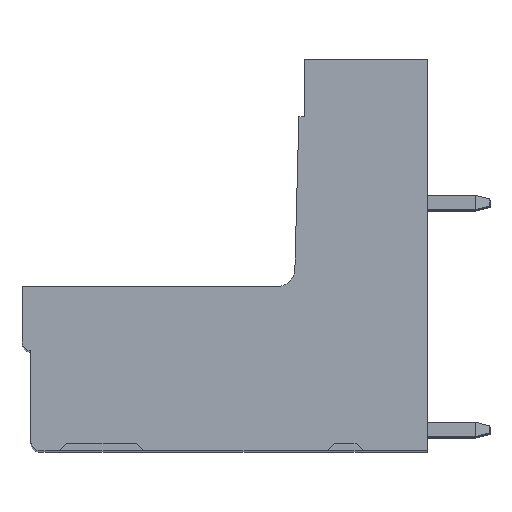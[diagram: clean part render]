
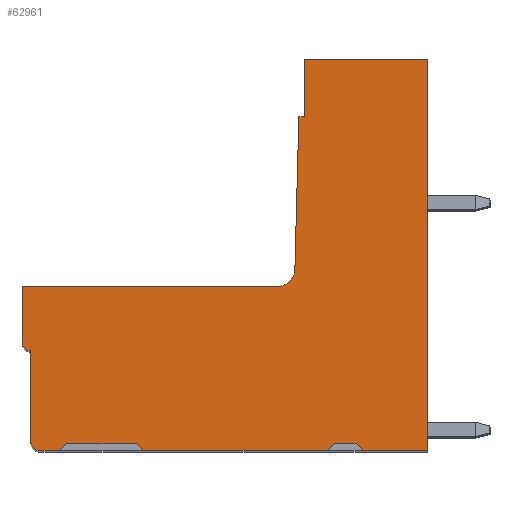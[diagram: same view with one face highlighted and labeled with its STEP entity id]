
A CAD part, top view. The second image highlights one B-rep face of the part: STEP entity #62961.
In plain terms, the highlighted planar face has unit normal (0, 0, 1).
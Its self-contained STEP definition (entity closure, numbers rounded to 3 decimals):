
#467=DIRECTION('',(-1.,0.,0.));
#468=VECTOR('',#467,6.9);
#469=CARTESIAN_POINT('',(0.006,21.9,-89.343));
#470=LINE('',#469,#468);
#9931=DIRECTION('',(0.,-1.,0.));
#9932=VECTOR('',#9931,3.2);
#9933=CARTESIAN_POINT('',(-6.894,21.9,-89.343));
#9934=LINE('',#9933,#9932);
#9939=DIRECTION('',(-1.,0.,0.));
#9940=VECTOR('',#9939,0.3);
#9941=CARTESIAN_POINT('',(-6.894,18.7,-89.343));
#9942=LINE('',#9941,#9940);
#10233=DIRECTION('',(-1.,0.,0.));
#10234=VECTOR('',#10233,14.277);
#10235=CARTESIAN_POINT('',(-8.417,9.2,-89.343));
#10236=LINE('',#10235,#10234);
#19261=DIRECTION('',(0.,-1.,0.));
#19262=VECTOR('',#19261,5.1);
#19263=CARTESIAN_POINT('',(-22.194,5.6,-89.343));
#19264=LINE('',#19263,#19262);
#19301=DIRECTION('',(1.,0.,0.));
#19302=VECTOR('',#19301,1.1);
#19303=CARTESIAN_POINT('',(-21.694,0.,-89.343));
#19304=LINE('',#19303,#19302);
#19309=DIRECTION('',(1.,0.,0.));
#19310=VECTOR('',#19309,10.3);
#19311=CARTESIAN_POINT('',(-15.894,0.,-89.343));
#19312=LINE('',#19311,#19310);
#19321=DIRECTION('',(1.,0.,0.));
#19322=VECTOR('',#19321,3.6);
#19323=CARTESIAN_POINT('',(-3.594,0.,
-89.343));
#19324=LINE('',#19323,#19322);
#19432=DIRECTION('',(-0.707,0.707,0.));
#19433=VECTOR('',#19432,0.566);
#19434=CARTESIAN_POINT('',(-15.894,0.,-89.343));
#19435=LINE('',#19434,#19433);
#19436=DIRECTION('',(-0.707,-0.707,0.));
#19437=VECTOR('',#19436,0.566);
#19438=CARTESIAN_POINT('',(-20.194,0.4,-89.343));
#19439=LINE('',#19438,#19437);
#19440=CARTESIAN_POINT('',(-21.694,0.5,-89.343));
#19441=DIRECTION('',(0.,0.,-1.));
#19442=DIRECTION('',(0.,-1.,0.));
#19443=AXIS2_PLACEMENT_3D('',#19440,#19441,#19442);
#19445=CARTESIAN_POINT('',(-22.194,6.1,-89.343));
#19446=DIRECTION('',(0.,0.,-1.));
#19447=DIRECTION('',(0.,-1.,0.));
#19448=AXIS2_PLACEMENT_3D('',#19445,#19446,#19447);
#19450=DIRECTION('',(0.,1.,0.));
#19451=VECTOR('',#19450,3.1);
#19452=CARTESIAN_POINT('',(-22.694,6.1,
-89.343));
#19453=LINE('',#19452,#19451);
#19454=CARTESIAN_POINT('',(-8.417,10.2,-89.343));
#19455=DIRECTION('',(0.,0.,1.));
#19456=DIRECTION('',(0.,-1.,0.));
#19457=AXIS2_PLACEMENT_3D('',#19454,#19455,#19456);
#19459=DIRECTION('',(0.026,1.,0.));
#19460=VECTOR('',#19459,8.529);
#19461=CARTESIAN_POINT('',(-7.417,10.174,
-89.343));
#19462=LINE('',#19461,#19460);
#19463=DIRECTION('',(0.,-1.,0.));
#19464=VECTOR('',#19463,21.9);
#19465=CARTESIAN_POINT('',(0.006,21.9,-89.343));
#19466=LINE('',#19465,#19464);
#19467=DIRECTION('',(-0.707,0.707,0.));
#19468=VECTOR('',#19467,0.566);
#19469=CARTESIAN_POINT('',(-3.594,0.,
-89.343));
#19470=LINE('',#19469,#19468);
#19471=DIRECTION('',(-0.707,-0.707,
0.));
#19472=VECTOR('',#19471,0.566);
#19473=CARTESIAN_POINT('',(-5.194,0.4,-89.343));
#19474=LINE('',#19473,#19472);
#19495=DIRECTION('',(1.,0.,0.));
#19496=VECTOR('',#19495,3.9);
#19497=CARTESIAN_POINT('',(-20.194,0.4,-89.343));
#19498=LINE('',#19497,#19496);
#19527=DIRECTION('',(1.,0.,0.));
#19528=VECTOR('',#19527,1.2);
#19529=CARTESIAN_POINT('',(-5.194,0.4,-89.343));
#19530=LINE('',#19529,#19528);
#27086=CARTESIAN_POINT('',(0.006,21.9,-89.343));
#27087=CARTESIAN_POINT('',(0.006,0.,-89.343));
#27088=VERTEX_POINT('',#27086);
#27089=VERTEX_POINT('',#27087);
#27106=CARTESIAN_POINT('',(-6.894,21.9,-89.343));
#27107=VERTEX_POINT('',#27106);
#27318=CARTESIAN_POINT('',(-6.894,18.7,-89.343));
#27319=VERTEX_POINT('',#27318);
#27320=CARTESIAN_POINT('',(-7.194,18.7,-89.343));
#27321=VERTEX_POINT('',#27320);
#27322=CARTESIAN_POINT('',(-7.417,10.174,
-89.343));
#27323=VERTEX_POINT('',#27322);
#27324=CARTESIAN_POINT('',(-8.417,9.2,-89.343));
#27325=VERTEX_POINT('',#27324);
#27326=CARTESIAN_POINT('',(-22.694,9.2,-89.343));
#27327=VERTEX_POINT('',#27326);
#27525=CARTESIAN_POINT('',(-15.894,0.,-89.343));
#27526=CARTESIAN_POINT('',(-5.594,0.,-89.343));
#27527=VERTEX_POINT('',#27525);
#27528=VERTEX_POINT('',#27526);
#27529=CARTESIAN_POINT('',(-16.294,0.4,
-89.343));
#27530=VERTEX_POINT('',#27529);
#27531=CARTESIAN_POINT('',(-20.194,0.4,-89.343));
#27532=VERTEX_POINT('',#27531);
#27533=CARTESIAN_POINT('',(-20.594,0.,-89.343));
#27534=VERTEX_POINT('',#27533);
#27535=CARTESIAN_POINT('',(-21.694,0.,-89.343));
#27536=VERTEX_POINT('',#27535);
#27537=CARTESIAN_POINT('',(-22.194,0.5,
-89.343));
#27538=VERTEX_POINT('',#27537);
#27539=CARTESIAN_POINT('',(-22.194,5.6,-89.343));
#27540=VERTEX_POINT('',#27539);
#27541=CARTESIAN_POINT('',(-22.694,6.1,
-89.343));
#27542=VERTEX_POINT('',#27541);
#27543=CARTESIAN_POINT('',(-3.594,0.,
-89.343));
#27544=VERTEX_POINT('',#27543);
#27545=CARTESIAN_POINT('',(-3.994,0.4,-89.343));
#27546=VERTEX_POINT('',#27545);
#27547=CARTESIAN_POINT('',(-5.194,0.4,-89.343));
#27548=VERTEX_POINT('',#27547);
#62928=CARTESIAN_POINT('',(-21.694,0.5,-89.343));
#62929=DIRECTION('',(0.,0.,-1.));
#62930=DIRECTION('',(-1.,0.,0.));
#62931=AXIS2_PLACEMENT_3D('',#62928,#62929,#62930);
#62932=PLANE('',#62931);
#62933=ORIENTED_EDGE('',*,*,#62775,.F.);
#62935=ORIENTED_EDGE('',*,*,#62934,.T.);
#62937=ORIENTED_EDGE('',*,*,#62936,.F.);
#62939=ORIENTED_EDGE('',*,*,#62938,.T.);
#62940=ORIENTED_EDGE('',*,*,#62767,.F.);
#62941=ORIENTED_EDGE('',*,*,#62737,.T.);
#62942=ORIENTED_EDGE('',*,*,#62722,.F.);
#62943=ORIENTED_EDGE('',*,*,#62707,.T.);
#62944=ORIENTED_EDGE('',*,*,#62692,.T.);
#62945=ORIENTED_EDGE('',*,*,#49433,.F.);
#62946=ORIENTED_EDGE('',*,*,#49418,.T.);
#62947=ORIENTED_EDGE('',*,*,#49403,.T.);
#62948=ORIENTED_EDGE('',*,*,#49388,.F.);
#62949=ORIENTED_EDGE('',*,*,#49373,.F.);
#62950=ORIENTED_EDGE('',*,*,#35554,.F.);
#62951=ORIENTED_EDGE('',*,*,#35313,.T.);
#62952=ORIENTED_EDGE('',*,*,#62783,.F.);
#62954=ORIENTED_EDGE('',*,*,#62953,.T.);
#62956=ORIENTED_EDGE('',*,*,#62955,.F.);
#62958=ORIENTED_EDGE('',*,*,#62957,.T.);
#62959=EDGE_LOOP('',(#62933,#62935,#62937,#62939,#62940,#62941,#62942,#62943,
#62944,#62945,#62946,#62947,#62948,#62949,#62950,#62951,#62952,#62954,#62956,
#62958));
#62960=FACE_OUTER_BOUND('',#62959,.F.);
#62961=ADVANCED_FACE('',(#62960),#62932,.F.);
#19444=CIRCLE('',#19443,0.5);
#19449=CIRCLE('',#19448,0.5);
#19458=CIRCLE('',#19457,1.);
#35313=EDGE_CURVE('',#27088,#27089,#19466,.T.);
#35554=EDGE_CURVE('',#27088,#27107,#470,.T.);
#49373=EDGE_CURVE('',#27107,#27319,#9934,.T.);
#49388=EDGE_CURVE('',#27319,#27321,#9942,.T.);
#49403=EDGE_CURVE('',#27323,#27321,#19462,.T.);
#49418=EDGE_CURVE('',#27325,#27323,#19458,.T.);
#49433=EDGE_CURVE('',#27325,#27327,#10236,.T.);
#62692=EDGE_CURVE('',#27542,#27327,#19453,.T.);
#62707=EDGE_CURVE('',#27540,#27542,#19449,.T.);
#62722=EDGE_CURVE('',#27540,#27538,#19264,.T.);
#62737=EDGE_CURVE('',#27536,#27538,#19444,.T.);
#62767=EDGE_CURVE('',#27536,#27534,#19304,.T.);
#62775=EDGE_CURVE('',#27527,#27528,#19312,.T.);
#62783=EDGE_CURVE('',#27544,#27089,#19324,.T.);
#62934=EDGE_CURVE('',#27527,#27530,#19435,.T.);
#62936=EDGE_CURVE('',#27532,#27530,#19498,.T.);
#62938=EDGE_CURVE('',#27532,#27534,#19439,.T.);
#62953=EDGE_CURVE('',#27544,#27546,#19470,.T.);
#62955=EDGE_CURVE('',#27548,#27546,#19530,.T.);
#62957=EDGE_CURVE('',#27548,#27528,#19474,.T.);
